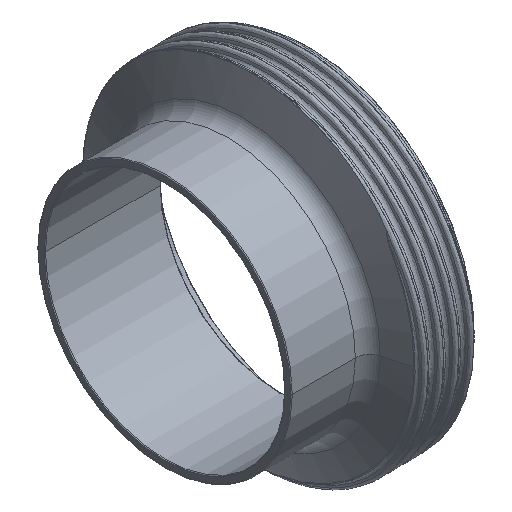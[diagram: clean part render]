
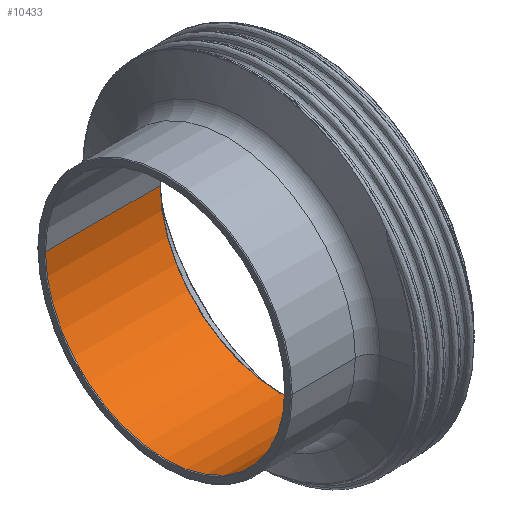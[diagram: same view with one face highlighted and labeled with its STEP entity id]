
A CAD part, isometric view. The second image highlights one B-rep face of the part: STEP entity #10433.
In plain terms, the highlighted cylindrical face has radius 33 mm (diameter 66 mm), a partial arc.
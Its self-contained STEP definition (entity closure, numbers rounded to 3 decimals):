
#226 = CARTESIAN_POINT ( 'NONE',  ( -39.8, -33., 0. ) ) ;
#403 = VERTEX_POINT ( 'NONE', #4017 ) ;
#903 = VERTEX_POINT ( 'NONE', #19296 ) ;
#905 = AXIS2_PLACEMENT_3D ( 'NONE', #6214, #6298, #4132 ) ;
#2032 = ORIENTED_EDGE ( 'NONE', *, *, #11763, .T. ) ;
#3095 = LINE ( 'NONE', #7885, #24965 ) ;
#4017 = CARTESIAN_POINT ( 'NONE',  ( -8.2, -33., 0. ) ) ;
#4132 = DIRECTION ( 'NONE',  ( 0., -1., 0. ) ) ;
#5928 = AXIS2_PLACEMENT_3D ( 'NONE', #17986, #23835, #12127 ) ;
#6214 = CARTESIAN_POINT ( 'NONE',  ( -39.8, 0., 0. ) ) ;
#6298 = DIRECTION ( 'NONE',  ( -1., 0., 0. ) ) ;
#6953 = ORIENTED_EDGE ( 'NONE', *, *, #17993, .F. ) ;
#7303 = ORIENTED_EDGE ( 'NONE', *, *, #15021, .T. ) ;
#7885 = CARTESIAN_POINT ( 'NONE',  ( 0., 33., 0. ) ) ;
#8790 = DIRECTION ( 'NONE',  ( 1., 0., 0. ) ) ;
#9463 = LINE ( 'NONE', #19255, #23052 ) ;
#10433 = ADVANCED_FACE ( 'NONE', ( #19043 ), #15044, .F. ) ;
#11115 = ORIENTED_EDGE ( 'NONE', *, *, #16303, .T. ) ;
#11763 = EDGE_CURVE ( 'NONE', #19876, #403, #9463, .T. ) ;
#12127 = DIRECTION ( 'NONE',  ( 0., 1., 0. ) ) ;
#15021 = EDGE_CURVE ( 'NONE', #403, #22728, #15181, .T. ) ;
#15044 = CYLINDRICAL_SURFACE ( 'NONE', #5928, 33. ) ;
#15155 = CIRCLE ( 'NONE', #905, 33. ) ;
#15181 = CIRCLE ( 'NONE', #23514, 33. ) ;
#15794 = EDGE_LOOP ( 'NONE', ( #11115, #2032, #7303, #6953 ) ) ;
#16230 = DIRECTION ( 'NONE',  ( 1., 0., 0. ) ) ;
#16303 = EDGE_CURVE ( 'NONE', #903, #19876, #15155, .T. ) ;
#17378 = DIRECTION ( 'NONE',  ( 1., 0., 0. ) ) ;
#17986 = CARTESIAN_POINT ( 'NONE',  ( 0., 0., 0. ) ) ;
#17993 = EDGE_CURVE ( 'NONE', #903, #22728, #3095, .T. ) ;
#18930 = CARTESIAN_POINT ( 'NONE',  ( -8.2, 0., 0. ) ) ;
#19043 = FACE_OUTER_BOUND ( 'NONE', #15794, .T. ) ;
#19255 = CARTESIAN_POINT ( 'NONE',  ( 0., -33., 0. ) ) ;
#19296 = CARTESIAN_POINT ( 'NONE',  ( -39.8, 33., 0. ) ) ;
#19876 = VERTEX_POINT ( 'NONE', #226 ) ;
#20671 = DIRECTION ( 'NONE',  ( 0., 1., 0. ) ) ;
#22728 = VERTEX_POINT ( 'NONE', #22746 ) ;
#22746 = CARTESIAN_POINT ( 'NONE',  ( -8.2, 33., 0. ) ) ;
#23052 = VECTOR ( 'NONE', #17378, 1000. ) ;
#23514 = AXIS2_PLACEMENT_3D ( 'NONE', #18930, #8790, #20671 ) ;
#23835 = DIRECTION ( 'NONE',  ( 1., 0., 0. ) ) ;
#24965 = VECTOR ( 'NONE', #16230, 1000. ) ;
